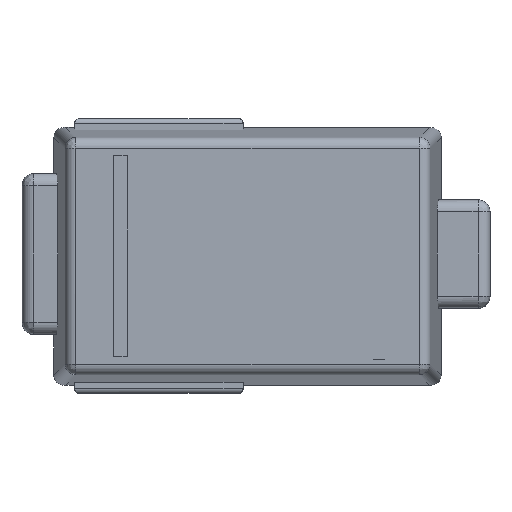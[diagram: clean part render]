
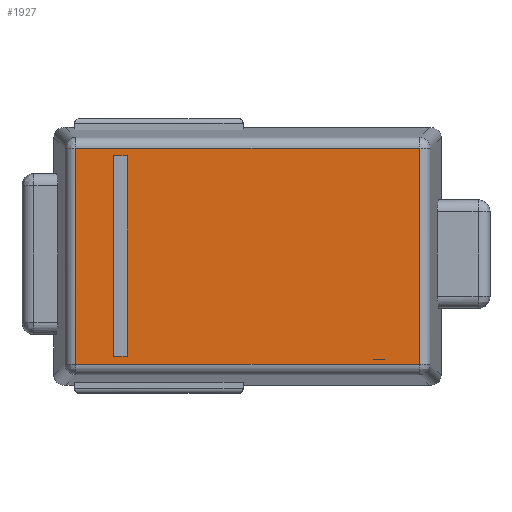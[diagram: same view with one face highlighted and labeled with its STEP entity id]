
A CAD part, top view. The second image highlights one B-rep face of the part: STEP entity #1927.
In plain terms, the highlighted planar face has unit normal (0, 0, 1).
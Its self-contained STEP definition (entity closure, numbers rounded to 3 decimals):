
#1291 = VERTEX_POINT('',#1292);
#1292 = CARTESIAN_POINT('',(-0.813,-0.909,1.15));
#1462 = VERTEX_POINT('',#1463);
#1463 = CARTESIAN_POINT('',(-0.813,0.905,1.15));
#1499 = VERTEX_POINT('',#1500);
#1500 = CARTESIAN_POINT('',(2.071,0.905,1.15));
#1552 = EDGE_CURVE('',#1462,#1499,#1553,.T.);
#1553 = LINE('',#1554,#1555);
#1554 = CARTESIAN_POINT('',(2.254,0.905,1.15));
#1555 = VECTOR('',#1556,1.);
#1556 = DIRECTION('',(1.,0.,0.));
#1796 = VERTEX_POINT('',#1797);
#1797 = CARTESIAN_POINT('',(2.071,-0.909,1.15));
#1927 = ADVANCED_FACE('',(#1928,#1949,#1983),#2017,.T.);
#1928 = FACE_BOUND('',#1929,.T.);
#1929 = EDGE_LOOP('',(#1930,#1931,#1937,#1943));
#1930 = ORIENTED_EDGE('',*,*,#1552,.F.);
#1931 = ORIENTED_EDGE('',*,*,#1932,.T.);
#1932 = EDGE_CURVE('',#1462,#1291,#1933,.T.);
#1933 = LINE('',#1934,#1935);
#1934 = CARTESIAN_POINT('',(-0.813,1.088,1.15));
#1935 = VECTOR('',#1936,1.);
#1936 = DIRECTION('',(0.,-1.,0.));
#1937 = ORIENTED_EDGE('',*,*,#1938,.T.);
#1938 = EDGE_CURVE('',#1291,#1796,#1939,.T.);
#1939 = LINE('',#1940,#1941);
#1940 = CARTESIAN_POINT('',(2.254,-0.909,1.15));
#1941 = VECTOR('',#1942,1.);
#1942 = DIRECTION('',(1.,0.,0.));
#1943 = ORIENTED_EDGE('',*,*,#1944,.T.);
#1944 = EDGE_CURVE('',#1796,#1499,#1945,.T.);
#1945 = LINE('',#1946,#1947);
#1946 = CARTESIAN_POINT('',(2.071,1.088,1.15));
#1947 = VECTOR('',#1948,1.);
#1948 = DIRECTION('',(0.,1.,0.));
#1949 = FACE_BOUND('',#1950,.T.);
#1950 = EDGE_LOOP('',(#1951,#1961,#1969,#1977));
#1951 = ORIENTED_EDGE('',*,*,#1952,.T.);
#1952 = EDGE_CURVE('',#1953,#1955,#1957,.T.);
#1953 = VERTEX_POINT('',#1954);
#1954 = CARTESIAN_POINT('',(1.782,-0.871,1.15));
#1955 = VERTEX_POINT('',#1956);
#1956 = CARTESIAN_POINT('',(1.688,-0.871,1.15));
#1957 = LINE('',#1958,#1959);
#1958 = CARTESIAN_POINT('',(2.254,-0.871,1.15));
#1959 = VECTOR('',#1960,1.);
#1960 = DIRECTION('',(-1.,0.,0.));
#1961 = ORIENTED_EDGE('',*,*,#1962,.T.);
#1962 = EDGE_CURVE('',#1955,#1963,#1965,.T.);
#1963 = VERTEX_POINT('',#1964);
#1964 = CARTESIAN_POINT('',(1.688,-0.868,1.15));
#1965 = LINE('',#1966,#1967);
#1966 = CARTESIAN_POINT('',(1.688,1.088,1.15));
#1967 = VECTOR('',#1968,1.);
#1968 = DIRECTION('',(0.,1.,0.));
#1969 = ORIENTED_EDGE('',*,*,#1970,.T.);
#1970 = EDGE_CURVE('',#1963,#1971,#1973,.T.);
#1971 = VERTEX_POINT('',#1972);
#1972 = CARTESIAN_POINT('',(1.782,-0.868,1.15));
#1973 = LINE('',#1974,#1975);
#1974 = CARTESIAN_POINT('',(2.254,-0.868,1.15));
#1975 = VECTOR('',#1976,1.);
#1976 = DIRECTION('',(1.,0.,0.));
#1977 = ORIENTED_EDGE('',*,*,#1978,.T.);
#1978 = EDGE_CURVE('',#1971,#1953,#1979,.T.);
#1979 = LINE('',#1980,#1981);
#1980 = CARTESIAN_POINT('',(1.782,1.088,1.15));
#1981 = VECTOR('',#1982,1.);
#1982 = DIRECTION('',(0.,-1.,0.));
#1983 = FACE_BOUND('',#1984,.T.);
#1984 = EDGE_LOOP('',(#1985,#1995,#2003,#2011));
#1985 = ORIENTED_EDGE('',*,*,#1986,.T.);
#1986 = EDGE_CURVE('',#1987,#1989,#1991,.T.);
#1987 = VERTEX_POINT('',#1988);
#1988 = CARTESIAN_POINT('',(-0.496,-0.845,1.15));
#1989 = VERTEX_POINT('',#1990);
#1990 = CARTESIAN_POINT('',(-0.496,0.84,1.15));
#1991 = LINE('',#1992,#1993);
#1992 = CARTESIAN_POINT('',(-0.496,1.088,1.15));
#1993 = VECTOR('',#1994,1.);
#1994 = DIRECTION('',(0.,1.,0.));
#1995 = ORIENTED_EDGE('',*,*,#1996,.T.);
#1996 = EDGE_CURVE('',#1989,#1997,#1999,.T.);
#1997 = VERTEX_POINT('',#1998);
#1998 = CARTESIAN_POINT('',(-0.381,0.84,1.15));
#1999 = LINE('',#2000,#2001);
#2000 = CARTESIAN_POINT('',(2.254,0.84,1.15));
#2001 = VECTOR('',#2002,1.);
#2002 = DIRECTION('',(1.,0.,0.));
#2003 = ORIENTED_EDGE('',*,*,#2004,.T.);
#2004 = EDGE_CURVE('',#1997,#2005,#2007,.T.);
#2005 = VERTEX_POINT('',#2006);
#2006 = CARTESIAN_POINT('',(-0.381,-0.845,1.15));
#2007 = LINE('',#2008,#2009);
#2008 = CARTESIAN_POINT('',(-0.381,1.088,1.15));
#2009 = VECTOR('',#2010,1.);
#2010 = DIRECTION('',(0.,-1.,0.));
#2011 = ORIENTED_EDGE('',*,*,#2012,.T.);
#2012 = EDGE_CURVE('',#2005,#1987,#2013,.T.);
#2013 = LINE('',#2014,#2015);
#2014 = CARTESIAN_POINT('',(2.254,-0.845,1.15));
#2015 = VECTOR('',#2016,1.);
#2016 = DIRECTION('',(-1.,0.,0.));
#2017 = PLANE('',#2018);
#2018 = AXIS2_PLACEMENT_3D('',#2019,#2020,#2021);
#2019 = CARTESIAN_POINT('',(2.254,1.088,1.15));
#2020 = DIRECTION('',(0.,0.,1.));
#2021 = DIRECTION('',(-1.,0.,0.));
